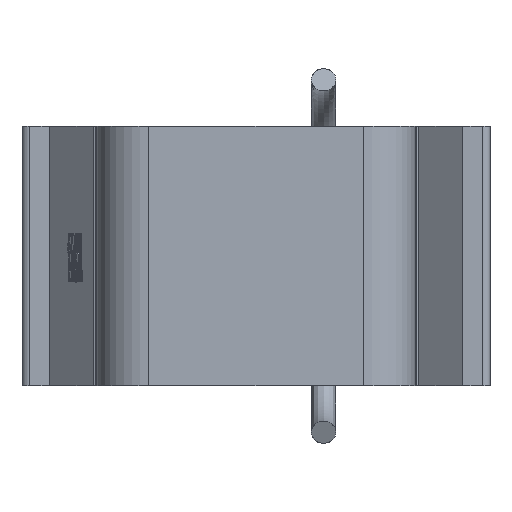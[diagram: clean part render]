
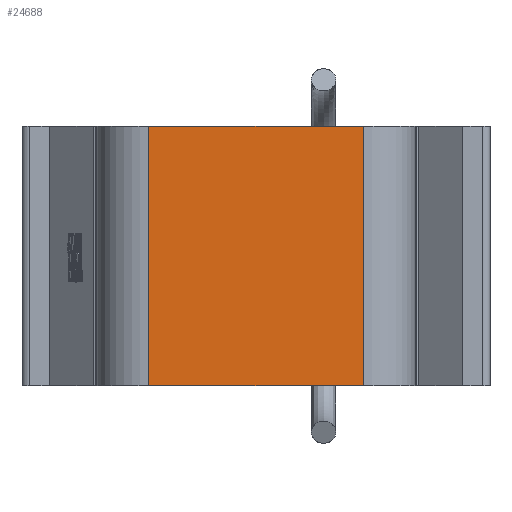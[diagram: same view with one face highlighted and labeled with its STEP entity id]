
A CAD part, left-side view. The second image highlights one B-rep face of the part: STEP entity #24688.
In plain terms, the highlighted planar face has unit normal (-1, 0, 0).
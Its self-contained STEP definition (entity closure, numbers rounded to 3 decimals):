
#1153 = CARTESIAN_POINT ( 'NONE',  ( -90.958, 15.329, 19.793 ) ) ;
#2619 = ORIENTED_EDGE ( 'NONE', *, *, #17493, .T. ) ;
#5275 = ORIENTED_EDGE ( 'NONE', *, *, #22687, .F. ) ;
#5687 = VERTEX_POINT ( 'NONE', #1153 ) ;
#6080 = DIRECTION ( 'NONE',  ( 1., 0., 0. ) ) ;
#6130 = LINE ( 'NONE', #14100, #42535 ) ;
#13414 = DIRECTION ( 'NONE',  ( 0., 0., -1. ) ) ;
#13570 = VECTOR ( 'NONE', #29451, 1000. ) ;
#13715 = ORIENTED_EDGE ( 'NONE', *, *, #26415, .F. ) ;
#14100 = CARTESIAN_POINT ( 'NONE',  ( -90.958, 15.329, 19.793 ) ) ;
#14543 = ORIENTED_EDGE ( 'NONE', *, *, #23334, .T. ) ;
#16105 = FACE_OUTER_BOUND ( 'NONE', #17923, .T. ) ;
#17493 = EDGE_CURVE ( 'NONE', #33510, #5687, #6130, .T. ) ;
#17655 = LINE ( 'NONE', #43713, #34787 ) ;
#17923 = EDGE_LOOP ( 'NONE', ( #2619, #13715, #5275, #14543 ) ) ;
#19434 = CARTESIAN_POINT ( 'NONE',  ( -90.958, 23.57, 29.793 ) ) ;
#21535 = VECTOR ( 'NONE', #13414, 1000. ) ;
#21852 = VERTEX_POINT ( 'NONE', #41180 ) ;
#22627 = LINE ( 'NONE', #25981, #13570 ) ;
#22687 = EDGE_CURVE ( 'NONE', #41250, #21852, #22627, .T. ) ;
#23181 = DIRECTION ( 'NONE',  ( 0., 0., -1. ) ) ;
#23334 = EDGE_CURVE ( 'NONE', #41250, #33510, #31747, .T. ) ;
#24326 = AXIS2_PLACEMENT_3D ( 'NONE', #26548, #6080, #30019 ) ;
#24688 = ADVANCED_FACE ( 'NONE', ( #16105 ), #40199, .F. ) ;
#25981 = CARTESIAN_POINT ( 'NONE',  ( -90.958, 15.329, 29.793 ) ) ;
#26415 = EDGE_CURVE ( 'NONE', #21852, #5687, #17655, .T. ) ;
#26548 = CARTESIAN_POINT ( 'NONE',  ( -90.958, 15.329, 29.793 ) ) ;
#27688 = DIRECTION ( 'NONE',  ( 0., -1., 0. ) ) ;
#29451 = DIRECTION ( 'NONE',  ( 0., -1., 0. ) ) ;
#30019 = DIRECTION ( 'NONE',  ( 0., 0., -1. ) ) ;
#30454 = CARTESIAN_POINT ( 'NONE',  ( -90.958, 23.57, 29.793 ) ) ;
#31747 = LINE ( 'NONE', #30454, #21535 ) ;
#33510 = VERTEX_POINT ( 'NONE', #35758 ) ;
#34787 = VECTOR ( 'NONE', #23181, 1000. ) ;
#35758 = CARTESIAN_POINT ( 'NONE',  ( -90.958, 23.57, 19.793 ) ) ;
#40199 = PLANE ( 'NONE',  #24326 ) ;
#41180 = CARTESIAN_POINT ( 'NONE',  ( -90.958, 15.329, 29.793 ) ) ;
#41250 = VERTEX_POINT ( 'NONE', #19434 ) ;
#42535 = VECTOR ( 'NONE', #27688, 1000. ) ;
#43713 = CARTESIAN_POINT ( 'NONE',  ( -90.958, 15.329, 29.793 ) ) ;
